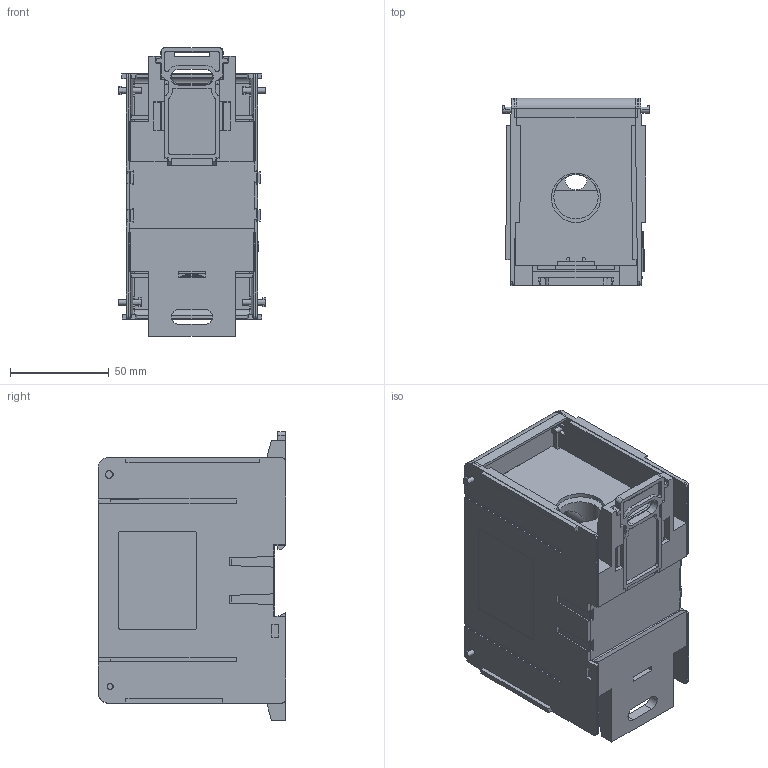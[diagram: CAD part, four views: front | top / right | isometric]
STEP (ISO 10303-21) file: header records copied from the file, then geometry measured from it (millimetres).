
FILE_DESCRIPTION (( 'STEP AP203' ), '1' );
FILE_NAME ('APDB-16-500-1.step', '2024-06-17T20:18:02', ( '' ), ( '' ), 'SwSTEP 2.0', 'SolidWorks 2023', '' );
FILE_SCHEMA (( 'CONFIG_CONTROL_DESIGN' ));
Length unit declared in the file: inch
Products named in the file (1): APDB-16-500-1
Bounding box: 75.05 x 95.01 x 146.55 mm (x, y, z)
Volume: 307548.2 mm3; surface area: 149031.6 mm2
Topology: 10 solids, 10 shells, 798 faces, 2249 edges, 1490 vertices
Faces by surface type: plane 554, cylinder 173, bspline 40, cone 31
Entity records: 28032 total; most frequent: CARTESIAN_POINT 7829, ORIENTED_EDGE 4498, DIRECTION 3719, EDGE_CURVE 2249, VECTOR 1735, LINE 1735, VERTEX_POINT 1490, AXIS2_PLACEMENT_3D 992
